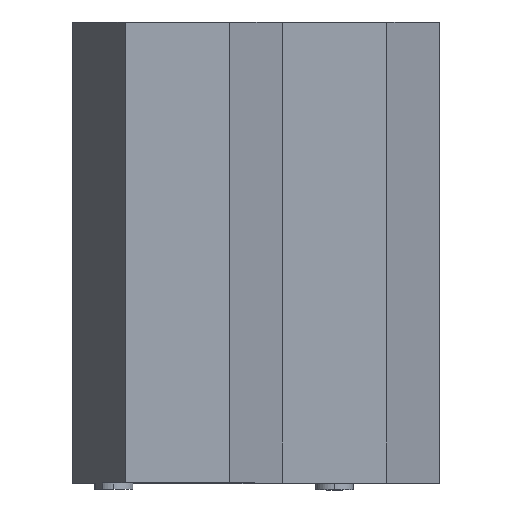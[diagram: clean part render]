
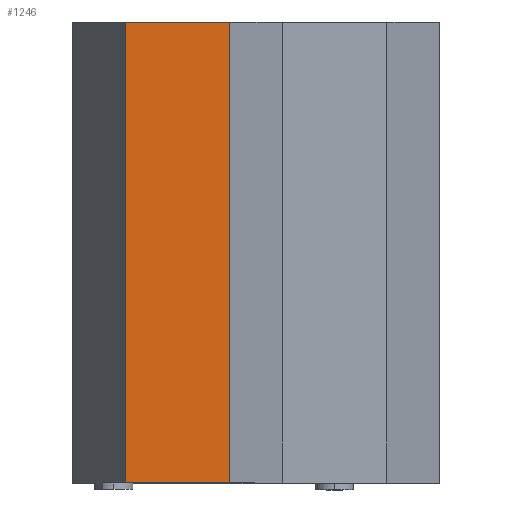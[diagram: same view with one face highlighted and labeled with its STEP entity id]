
A CAD part, top view. The second image highlights one B-rep face of the part: STEP entity #1246.
In plain terms, the highlighted planar face has unit normal (0, 0, 1).
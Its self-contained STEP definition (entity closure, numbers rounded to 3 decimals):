
#60 = CARTESIAN_POINT ( 'NONE',  ( -20.498, 1683.144, 328.913 ) ) ;
#86 = VERTEX_POINT ( 'NONE', #129 ) ;
#94 = CARTESIAN_POINT ( 'NONE',  ( -20.498, 1573.144, 328.913 ) ) ;
#120 = FACE_OUTER_BOUND ( 'NONE', #1799, .T. ) ;
#129 = CARTESIAN_POINT ( 'NONE',  ( -20.498, 1683.144, 328.913 ) ) ;
#348 = AXIS2_PLACEMENT_3D ( 'NONE', #1527, #1122, #537 ) ;
#413 = PLANE ( 'NONE',  #348 ) ;
#537 = DIRECTION ( 'NONE',  ( -1., 0., 0. ) ) ;
#603 = ORIENTED_EDGE ( 'NONE', *, *, #875, .F. ) ;
#609 = ORIENTED_EDGE ( 'NONE', *, *, #1320, .T. ) ;
#665 = LINE ( 'NONE', #60, #1758 ) ;
#668 = LINE ( 'NONE', #94, #916 ) ;
#676 = LINE ( 'NONE', #973, #796 ) ;
#720 = VERTEX_POINT ( 'NONE', #1348 ) ;
#740 = VECTOR ( 'NONE', #850, 1000. ) ;
#783 = EDGE_CURVE ( 'NONE', #720, #1563, #668, .T. ) ;
#796 = VECTOR ( 'NONE', #1709, 1000. ) ;
#850 = DIRECTION ( 'NONE',  ( 0., -1., 0. ) ) ;
#875 = EDGE_CURVE ( 'NONE', #1730, #1563, #676, .T. ) ;
#916 = VECTOR ( 'NONE', #1241, 1000. ) ;
#929 = ORIENTED_EDGE ( 'NONE', *, *, #1521, .F. ) ;
#973 = CARTESIAN_POINT ( 'NONE',  ( 4.502, 1683.144, 328.913 ) ) ;
#1122 = DIRECTION ( 'NONE',  ( 0., 0., -1. ) ) ;
#1135 = LINE ( 'NONE', #1708, #740 ) ;
#1241 = DIRECTION ( 'NONE',  ( 1., 0., 0. ) ) ;
#1246 = ADVANCED_FACE ( 'NONE', ( #120 ), #413, .F. ) ;
#1320 = EDGE_CURVE ( 'NONE', #86, #720, #1135, .T. ) ;
#1328 = ORIENTED_EDGE ( 'NONE', *, *, #783, .T. ) ;
#1348 = CARTESIAN_POINT ( 'NONE',  ( -20.498, 1573.144, 328.913 ) ) ;
#1496 = DIRECTION ( 'NONE',  ( 1., 0., 0. ) ) ;
#1521 = EDGE_CURVE ( 'NONE', #86, #1730, #665, .T. ) ;
#1527 = CARTESIAN_POINT ( 'NONE',  ( -20.498, 1683.144, 328.913 ) ) ;
#1563 = VERTEX_POINT ( 'NONE', #1647 ) ;
#1647 = CARTESIAN_POINT ( 'NONE',  ( 4.502, 1573.144, 328.913 ) ) ;
#1708 = CARTESIAN_POINT ( 'NONE',  ( -20.498, 1683.144, 328.913 ) ) ;
#1709 = DIRECTION ( 'NONE',  ( 0., -1., 0. ) ) ;
#1730 = VERTEX_POINT ( 'NONE', #1828 ) ;
#1758 = VECTOR ( 'NONE', #1496, 1000. ) ;
#1799 = EDGE_LOOP ( 'NONE', ( #1328, #603, #929, #609 ) ) ;
#1828 = CARTESIAN_POINT ( 'NONE',  ( 4.502, 1683.144, 328.913 ) ) ;
